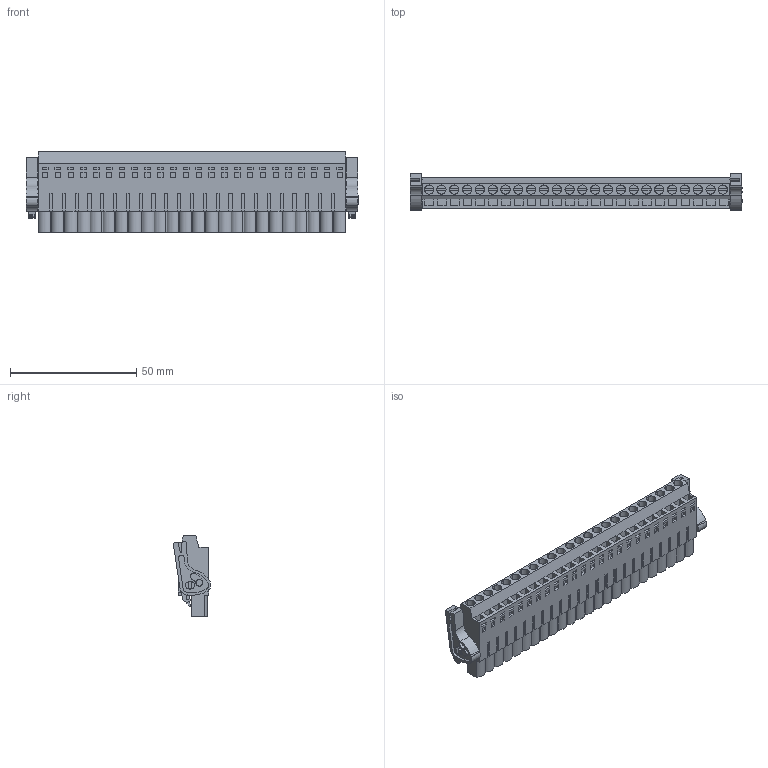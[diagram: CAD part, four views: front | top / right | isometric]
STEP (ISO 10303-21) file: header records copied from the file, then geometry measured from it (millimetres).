
FILE_DESCRIPTION(('CATIA V5 STEP Exchange','CAx-IF Rec.Pracs.--- Model Styling and Organization---1.2---2011-12-15'),'2;1');
FILE_NAME ('D1458775_0_1894370000_1894370000.stp','2017-10-31T20:39:12+00:00',('none'),('Weidmueller'),'CATIA Version 5-6 Release 2014','CATIA V5 STEP AP214','none');
FILE_SCHEMA(('AUTOMOTIVE_DESIGN { 1 0 10303 214 1 1 1 1 }'));
Length unit declared in the file: millimetre
Products named in the file (1): 1894370000
Bounding box: 131.62 x 14.91 x 31.8 mm (x, y, z)
Volume: 33864.7 mm3; surface area: 19543.1 mm2
Topology: 27 solids, 27 shells, 1699 faces, 4744 edges, 3231 vertices
Faces by surface type: plane 1415, cylinder 284
Entity records: 52585 total; most frequent: CARTESIAN_POINT 9876, ORIENTED_EDGE 9488, DIRECTION 6748, EDGE_CURVE 4744, VECTOR 4060, LINE 4060, VERTEX_POINT 3231, EDGE_LOOP 1839
